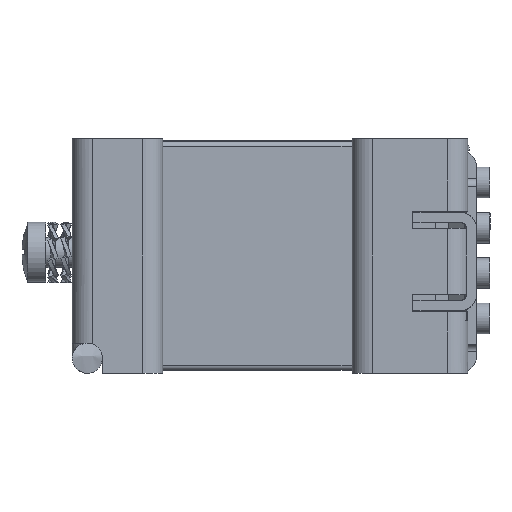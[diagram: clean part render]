
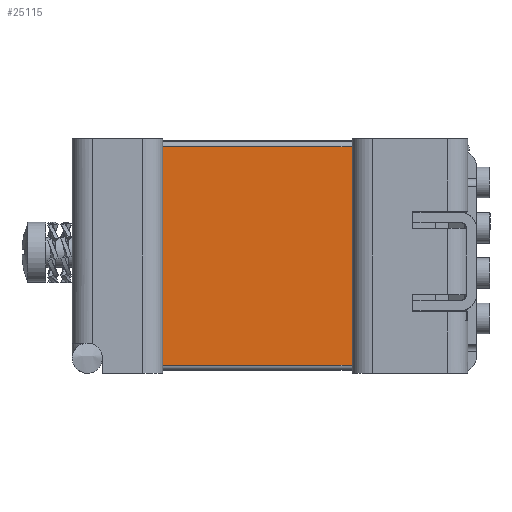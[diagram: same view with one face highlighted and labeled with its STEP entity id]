
A CAD part, left-side view. The second image highlights one B-rep face of the part: STEP entity #25115.
In plain terms, the highlighted planar face has unit normal (-1, 0, 0).
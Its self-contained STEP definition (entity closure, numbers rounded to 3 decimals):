
#883 = CARTESIAN_POINT ( 'NONE',  ( -26.356, 58.172, 11.65 ) ) ;
#1930 = LINE ( 'NONE', #16221, #7339 ) ;
#1948 = CARTESIAN_POINT ( 'NONE',  ( -26.356, 58.172, -10.85 ) ) ;
#4093 = VERTEX_POINT ( 'NONE', #16751 ) ;
#5005 = PLANE ( 'NONE',  #22837 ) ;
#5110 = ORIENTED_EDGE ( 'NONE', *, *, #23482, .T. ) ;
#6334 = EDGE_LOOP ( 'NONE', ( #9690, #9753, #5110, #21652 ) ) ;
#6436 = DIRECTION ( 'NONE',  ( 0., 0., -1. ) ) ;
#7063 = EDGE_CURVE ( 'NONE', #16713, #4093, #8533, .T. ) ;
#7339 = VECTOR ( 'NONE', #22260, 1000. ) ;
#8385 = LINE ( 'NONE', #21180, #13056 ) ;
#8533 = LINE ( 'NONE', #18607, #18575 ) ;
#9060 = DIRECTION ( 'NONE',  ( -1., 0., 0. ) ) ;
#9388 = VERTEX_POINT ( 'NONE', #20550 ) ;
#9690 = ORIENTED_EDGE ( 'NONE', *, *, #11230, .T. ) ;
#9753 = ORIENTED_EDGE ( 'NONE', *, *, #13255, .T. ) ;
#11230 = EDGE_CURVE ( 'NONE', #16713, #9388, #8385, .T. ) ;
#11356 = FACE_OUTER_BOUND ( 'NONE', #6334, .T. ) ;
#13056 = VECTOR ( 'NONE', #18892, 1000. ) ;
#13255 = EDGE_CURVE ( 'NONE', #9388, #21671, #1930, .T. ) ;
#14571 = CARTESIAN_POINT ( 'NONE',  ( -26.356, 76.972, 10.85 ) ) ;
#14845 = VECTOR ( 'NONE', #6436, 1000. ) ;
#15485 = LINE ( 'NONE', #16455, #14845 ) ;
#16221 = CARTESIAN_POINT ( 'NONE',  ( -26.356, 58.172, 10.85 ) ) ;
#16455 = CARTESIAN_POINT ( 'NONE',  ( -26.356, 76.972, 11.65 ) ) ;
#16713 = VERTEX_POINT ( 'NONE', #1948 ) ;
#16751 = CARTESIAN_POINT ( 'NONE',  ( -26.356, 76.972, -10.85 ) ) ;
#18426 = DIRECTION ( 'NONE',  ( 0., 1., 0. ) ) ;
#18575 = VECTOR ( 'NONE', #18426, 1000. ) ;
#18607 = CARTESIAN_POINT ( 'NONE',  ( -26.356, 58.172, -10.85 ) ) ;
#18892 = DIRECTION ( 'NONE',  ( 0., 0., 1. ) ) ;
#20550 = CARTESIAN_POINT ( 'NONE',  ( -26.356, 58.172, 10.85 ) ) ;
#21180 = CARTESIAN_POINT ( 'NONE',  ( -26.356, 58.172, 11.65 ) ) ;
#21652 = ORIENTED_EDGE ( 'NONE', *, *, #7063, .F. ) ;
#21671 = VERTEX_POINT ( 'NONE', #14571 ) ;
#22260 = DIRECTION ( 'NONE',  ( 0., 1., 0. ) ) ;
#22837 = AXIS2_PLACEMENT_3D ( 'NONE', #883, #9060, #23078 ) ;
#23078 = DIRECTION ( 'NONE',  ( 0., 0., 1. ) ) ;
#23482 = EDGE_CURVE ( 'NONE', #21671, #4093, #15485, .T. ) ;
#25115 = ADVANCED_FACE ( 'NONE', ( #11356 ), #5005, .T. ) ;
